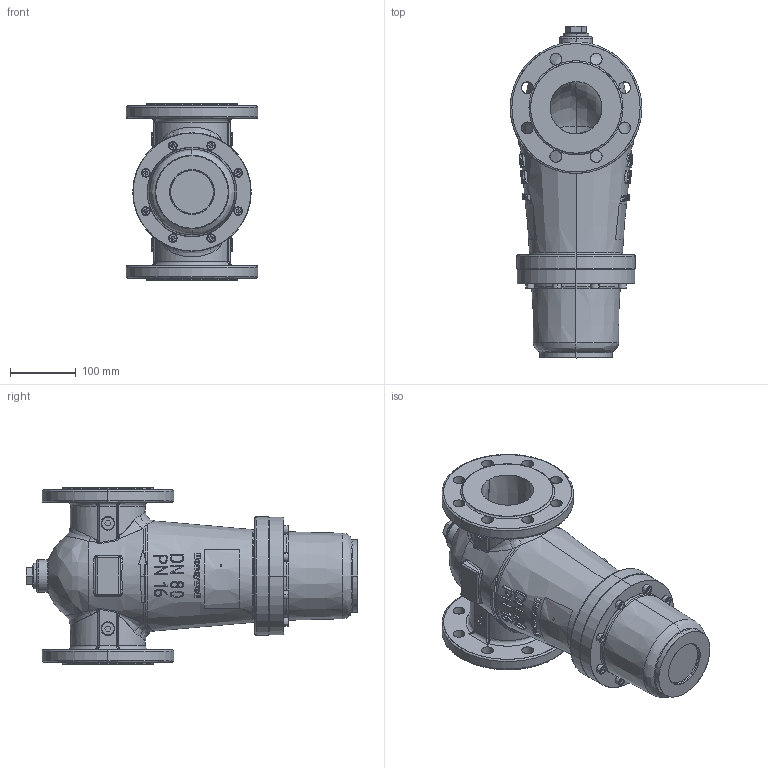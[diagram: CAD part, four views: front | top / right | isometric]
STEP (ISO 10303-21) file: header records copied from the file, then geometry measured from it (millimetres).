
FILE_DESCRIPTION (( 'STEP AP214' ), '1' );
FILE_NAME ('MB_3D_HON906_DN_80_PN16.STEP', '2017-03-20T09:46:08', ( '' ), ( '' ), 'SwSTEP 2.0', 'SolidWorks 2015', '' );
FILE_SCHEMA (( 'AUTOMOTIVE_DESIGN' ));
Length unit declared in the file: millimetre
Products named in the file (1): MB_3D_HON906_DN_80_PN16
Bounding box: 200 x 504.49 x 268 mm (x, y, z)
Surface area: 702450.4 mm2 (no closed solid volume)
Topology: 0 solids, 1266 shells, 1651 faces, 6977 edges, 6552 vertices
Faces by surface type: bspline 690, plane 500, cylinder 258, cone 203
Entity records: 178073 total; most frequent: CARTESIAN_POINT 129342, ORIENTED_EDGE 7846, DIRECTION 7464, EDGE_CURVE 6917, VERTEX_POINT 6552, B_SPLINE_CURVE_WITH_KNOTS 2748, LINE 2662, VECTOR 2662
